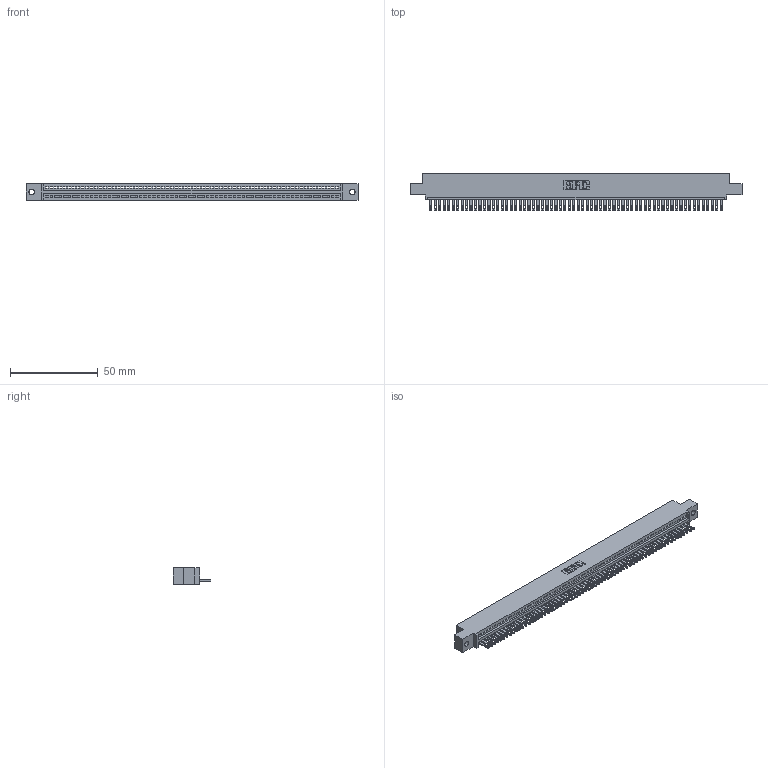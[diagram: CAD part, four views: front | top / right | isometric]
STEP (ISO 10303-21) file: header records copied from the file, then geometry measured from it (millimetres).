
FILE_DESCRIPTION (( 'STEP AP203' ), '1' );
FILE_NAME ('345-066-500-402.STEP', '2019-10-11T19:45:32', ( '' ), ( '' ), 'SwSTEP 2.0', 'SolidWorks 2016', '' );
FILE_SCHEMA (( 'CONFIG_CONTROL_DESIGN' ));
Length unit declared in the file: inch
Products named in the file (3): 345-292-001_345-293-100; 345 Part_0.110 Offset - 0.128 Dia; 345-066-500-402
Assembly tree (67 placements, depth 2):
  345-066-500-402
    345 Part_0.110 Offset - 0.128 Dia
    345-292-001_345-293-100  x66
Bounding box: 188.85 x 21.51 x 9.4 mm (x, y, z)
Volume: 18064.5 mm3; surface area: 24290.8 mm2
Topology: 67 solids, 67 shells, 3694 faces, 11441 edges, 7626 vertices
Faces by surface type: plane 2328, cylinder 1366
Entity records: 46507 total; most frequent: ORIENTED_EDGE 8062, CARTESIAN_POINT 8062, DIRECTION 7007, EDGE_CURVE 4031, LINE 3631, VECTOR 3631, VERTEX_POINT 2686, AXIS2_PLACEMENT_3D 1688
